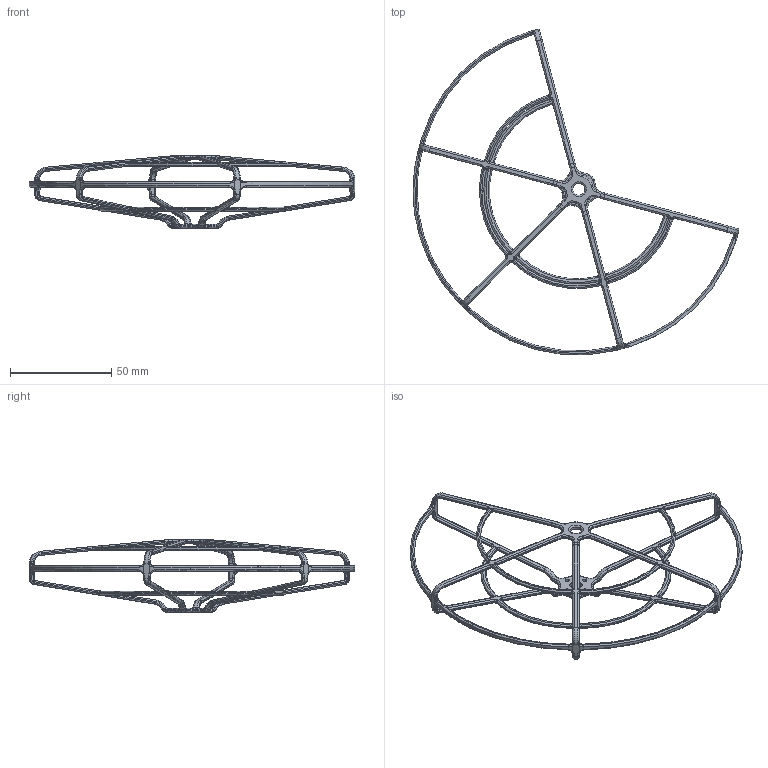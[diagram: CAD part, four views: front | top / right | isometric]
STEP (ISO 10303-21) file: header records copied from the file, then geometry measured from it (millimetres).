
FILE_DESCRIPTION (( 'STEP AP203' ), '1' );
FILE_NAME ('蔑悵23g.STEP', '2024-06-03T10:27:24', ( '' ), ( '' ), 'SwSTEP 2.0', 'SolidWorks 2021', '' );
FILE_SCHEMA (( 'CONFIG_CONTROL_DESIGN' ));
Length unit declared in the file: millimetre
Products named in the file (1): 蔑悵23g
Bounding box: 160.75 x 160.6 x 35.63 mm (x, y, z)
Volume: 8407 mm3; surface area: 13303.8 mm2
Topology: 1 solids, 1 shells, 924 faces, 2141 edges, 1187 vertices
Faces by surface type: cylinder 265, torus 253, bspline 206, plane 164, cone 36
Entity records: 29918 total; most frequent: CARTESIAN_POINT 9847, ORIENTED_EDGE 4282, DIRECTION 4281, EDGE_CURVE 2141, AXIS2_PLACEMENT_3D 1837, VERTEX_POINT 1187, CIRCLE 1118, EDGE_LOOP 936
